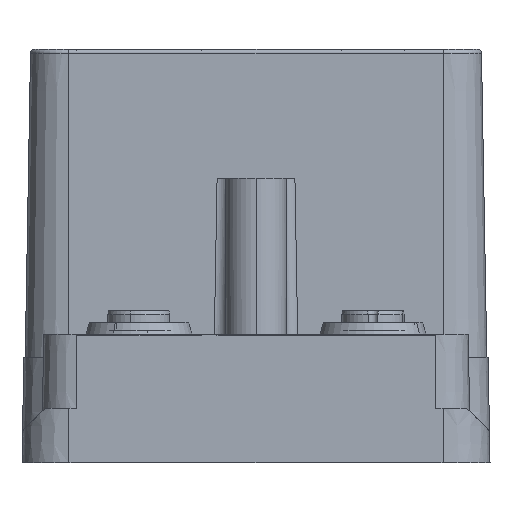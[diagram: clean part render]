
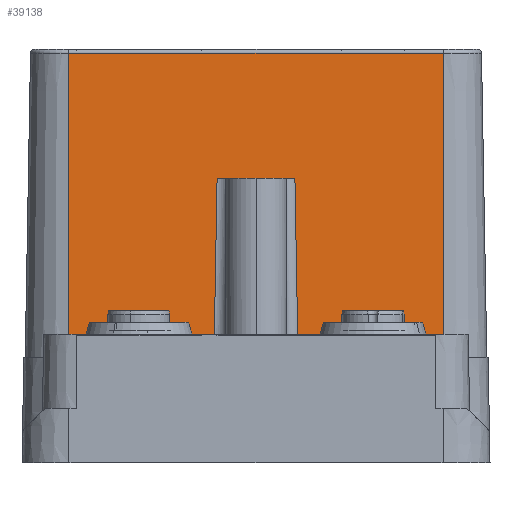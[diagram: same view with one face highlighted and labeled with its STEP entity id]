
A CAD part, front view. The second image highlights one B-rep face of the part: STEP entity #39138.
In plain terms, the highlighted planar face has unit normal (0, -1, 0.018).
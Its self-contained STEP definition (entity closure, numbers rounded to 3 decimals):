
#39083=AXIS2_PLACEMENT_3D('Plane Axis2P3D',#39080,#39081,#39082) ;
#13874=CARTESIAN_POINT('Vertex',(54.,105.609,13.5)) ;
#13877=CARTESIAN_POINT('Line Origine',(44.696,105.609,13.5)) ;
#13881=CARTESIAN_POINT('Vertex',(35.391,105.609,13.5)) ;
#13947=CARTESIAN_POINT('Vertex',(24.609,105.609,13.5)) ;
#13950=CARTESIAN_POINT('Line Origine',(15.304,105.609,13.5)) ;
#13954=CARTESIAN_POINT('Vertex',(6.,105.609,13.5)) ;
#39064=CARTESIAN_POINT('Vertex',(54.,106.29,52.509)) ;
#39067=CARTESIAN_POINT('Line Origine',(54.,105.949,33.)) ;
#39080=CARTESIAN_POINT('Axis2P3D Location',(59.6,105.6,13.)) ;
#39086=CARTESIAN_POINT('Control Point',(25.01,106.01,36.5)) ;
#39087=CARTESIAN_POINT('Control Point',(24.609,105.609,13.5)) ;
#39088=CARTESIAN_POINT('Vertex',(25.01,106.01,36.5)) ;
#39092=CARTESIAN_POINT('Control Point',(26.51,106.01,36.5)) ;
#39093=CARTESIAN_POINT('Control Point',(25.01,106.01,36.5)) ;
#39094=CARTESIAN_POINT('Vertex',(26.51,106.01,36.5)) ;
#39097=CARTESIAN_POINT('Line Origine',(30.,106.01,36.5)) ;
#39101=CARTESIAN_POINT('Vertex',(33.49,106.01,36.5)) ;
#39105=CARTESIAN_POINT('Control Point',(34.99,106.01,36.5)) ;
#39106=CARTESIAN_POINT('Control Point',(33.49,106.01,36.5)) ;
#39107=CARTESIAN_POINT('Vertex',(34.99,106.01,36.5)) ;
#39111=CARTESIAN_POINT('Control Point',(34.99,106.01,36.5)) ;
#39112=CARTESIAN_POINT('Control Point',(35.391,105.609,13.5)) ;
#39114=CARTESIAN_POINT('Line Origine',(30.,106.29,52.509)) ;
#39118=CARTESIAN_POINT('Vertex',(6.,106.29,52.509)) ;
#39121=CARTESIAN_POINT('Line Origine',(6.,105.949,33.)) ;
#13878=DIRECTION('Vector Direction',(-1.,0.,0.)) ;
#13951=DIRECTION('Vector Direction',(-1.,0.,0.)) ;
#39068=DIRECTION('Vector Direction',(0.,-0.017,-1.)) ;
#39081=DIRECTION('Axis2P3D Direction',(0.,-1.,0.017)) ;
#39082=DIRECTION('Axis2P3D XDirection',(-1.,0.,0.)) ;
#39098=DIRECTION('Vector Direction',(-1.,0.,0.)) ;
#39115=DIRECTION('Vector Direction',(-1.,0.,0.)) ;
#39122=DIRECTION('Vector Direction',(0.,-0.017,-1.)) ;
#13879=VECTOR('Line Direction',#13878,1.) ;
#13952=VECTOR('Line Direction',#13951,1.) ;
#39069=VECTOR('Line Direction',#39068,1.) ;
#39099=VECTOR('Line Direction',#39098,1.) ;
#39116=VECTOR('Line Direction',#39115,1.) ;
#39123=VECTOR('Line Direction',#39122,1.) ;
#39127=ORIENTED_EDGE('',*,*,#13956,.F.) ;
#39128=ORIENTED_EDGE('',*,*,#39090,.F.) ;
#39129=ORIENTED_EDGE('',*,*,#39096,.T.) ;
#39130=ORIENTED_EDGE('',*,*,#39103,.T.) ;
#39131=ORIENTED_EDGE('',*,*,#39109,.T.) ;
#39132=ORIENTED_EDGE('',*,*,#39113,.T.) ;
#39133=ORIENTED_EDGE('',*,*,#13883,.F.) ;
#39134=ORIENTED_EDGE('',*,*,#39071,.T.) ;
#39135=ORIENTED_EDGE('',*,*,#39120,.F.) ;
#39136=ORIENTED_EDGE('',*,*,#39125,.F.) ;
#39138=ADVANCED_FACE('Hauptk\X2\00F6\X0\rper',(#39137),#39084,.T.) ;
#39085=B_SPLINE_CURVE_WITH_KNOTS('',1,(#39086,#39087),.UNSPECIFIED.,.F.,.U.,(2,2),(-3.747,19.26),.UNSPECIFIED.) ;
#39091=B_SPLINE_CURVE_WITH_KNOTS('',1,(#39092,#39093),.UNSPECIFIED.,.F.,.U.,(2,2),(-0.75,0.75),.UNSPECIFIED.) ;
#39104=B_SPLINE_CURVE_WITH_KNOTS('',1,(#39105,#39106),.UNSPECIFIED.,.F.,.U.,(2,2),(-0.75,0.75),.UNSPECIFIED.) ;
#39110=B_SPLINE_CURVE_WITH_KNOTS('',1,(#39111,#39112),.UNSPECIFIED.,.F.,.U.,(2,2),(-3.747,19.26),.UNSPECIFIED.) ;
#13883=EDGE_CURVE('',#13875,#13882,#13880,.T.) ;
#13956=EDGE_CURVE('',#13948,#13955,#13953,.T.) ;
#39071=EDGE_CURVE('',#13875,#39065,#39070,.F.) ;
#39090=EDGE_CURVE('',#39089,#13948,#39085,.T.) ;
#39096=EDGE_CURVE('',#39089,#39095,#39091,.F.) ;
#39103=EDGE_CURVE('',#39095,#39102,#39100,.F.) ;
#39109=EDGE_CURVE('',#39102,#39108,#39104,.F.) ;
#39113=EDGE_CURVE('',#39108,#13882,#39110,.T.) ;
#39120=EDGE_CURVE('',#39119,#39065,#39117,.F.) ;
#39125=EDGE_CURVE('',#13955,#39119,#39124,.F.) ;
#39126=EDGE_LOOP('',(#39127,#39128,#39129,#39130,#39131,#39132,#39133,#39134,#39135,#39136)) ;
#39137=FACE_OUTER_BOUND('',#39126,.T.) ;
#13880=LINE('Line',#13877,#13879) ;
#13953=LINE('Line',#13950,#13952) ;
#39070=LINE('Line',#39067,#39069) ;
#39100=LINE('Line',#39097,#39099) ;
#39117=LINE('Line',#39114,#39116) ;
#39124=LINE('Line',#39121,#39123) ;
#39084=PLANE('',#39083) ;
#13875=VERTEX_POINT('',#13874) ;
#13882=VERTEX_POINT('',#13881) ;
#13948=VERTEX_POINT('',#13947) ;
#13955=VERTEX_POINT('',#13954) ;
#39065=VERTEX_POINT('',#39064) ;
#39089=VERTEX_POINT('',#39088) ;
#39095=VERTEX_POINT('',#39094) ;
#39102=VERTEX_POINT('',#39101) ;
#39108=VERTEX_POINT('',#39107) ;
#39119=VERTEX_POINT('',#39118) ;
